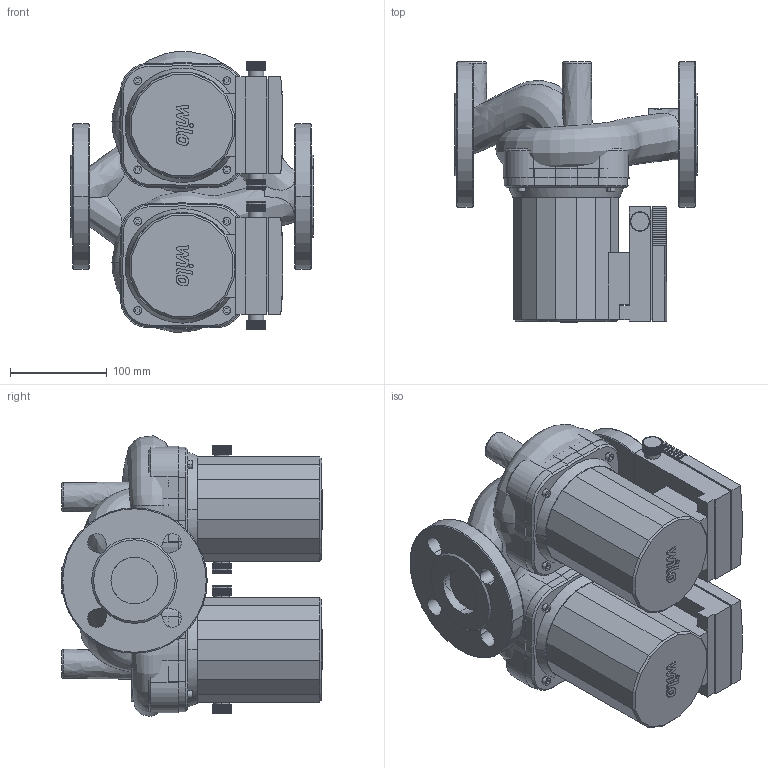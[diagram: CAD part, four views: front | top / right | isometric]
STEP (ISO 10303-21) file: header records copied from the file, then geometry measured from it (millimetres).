
FILE_DESCRIPTION((''),'2;1');
FILE_NAME('3d_TOPSD40_71~-2080075.stp','2014-09-03T12:48:14',(''),(''),'Mechanical Desktop 2009','Mechanical Desktop 2009',', , ');
FILE_SCHEMA(('CONFIG_CONTROL_DESIGN'));
Length unit declared in the file: millimetre
Products named in the file (1): Product
Bounding box: 250 x 268.75 x 289.14 mm (x, y, z)
Volume: 7619362.6 mm3; surface area: 620209.5 mm2
Topology: 17 solids, 17 shells, 1319 faces, 3694 edges, 2436 vertices
Faces by surface type: bspline 557, plane 534, cylinder 186, cone 38, torus 4
Entity records: 55835 total; most frequent: CARTESIAN_POINT 23312, ORIENTED_EDGE 7380, DIRECTION 5868, EDGE_CURVE 3690, VECTOR 2486, LINE 2486, VERTEX_POINT 2434, AXIS2_PLACEMENT_3D 1691
